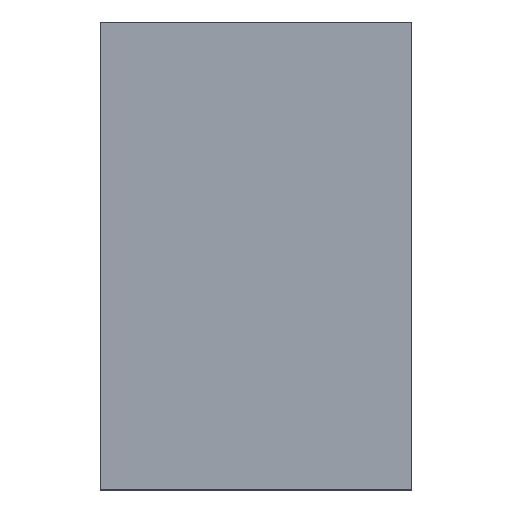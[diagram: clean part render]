
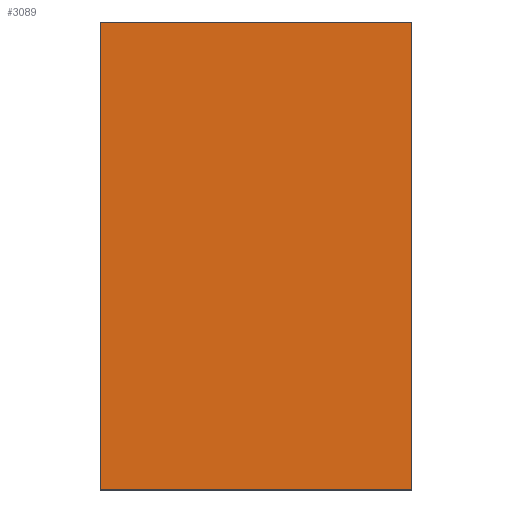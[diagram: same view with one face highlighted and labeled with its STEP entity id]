
A CAD part, top view. The second image highlights one B-rep face of the part: STEP entity #3089.
In plain terms, the highlighted face is planar.
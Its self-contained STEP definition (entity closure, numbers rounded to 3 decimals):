
#1102=DIRECTION('',(0.,0.,1.));
#1103=VECTOR('',#1102,4.5);
#1104=CARTESIAN_POINT('',(-1.5,0.975,-2.25));
#1105=LINE('',#1104,#1103);
#1109=DIRECTION('',(-1.,0.,0.));
#1110=VECTOR('',#1109,3.);
#1111=CARTESIAN_POINT('',(1.5,0.975,-2.25));
#1112=LINE('',#1111,#1110);
#1116=DIRECTION('',(0.,0.,-1.));
#1117=VECTOR('',#1116,4.5);
#1118=CARTESIAN_POINT('',(1.5,0.975,2.25));
#1119=LINE('',#1118,#1117);
#1123=DIRECTION('',(1.,0.,0.));
#1124=VECTOR('',#1123,3.);
#1125=CARTESIAN_POINT('',(-1.5,0.975,2.25));
#1126=LINE('',#1125,#1124);
#2272=CARTESIAN_POINT('',(-1.5,0.975,-2.25));
#2273=CARTESIAN_POINT('',(-1.5,0.975,2.25));
#2274=VERTEX_POINT('',#2272);
#2275=VERTEX_POINT('',#2273);
#2276=CARTESIAN_POINT('',(1.5,0.975,2.25));
#2277=VERTEX_POINT('',#2276);
#2278=CARTESIAN_POINT('',(1.5,0.975,-2.25));
#2279=VERTEX_POINT('',#2278);
#3078=CARTESIAN_POINT('',(0.,0.975,0.));
#3079=DIRECTION('',(0.,1.,0.));
#3080=DIRECTION('',(1.,0.,0.));
#3081=AXIS2_PLACEMENT_3D('',#3078,#3079,#3080);
#3082=PLANE('',#3081);
#3083=ORIENTED_EDGE('',*,*,#2832,.F.);
#3084=ORIENTED_EDGE('',*,*,#2896,.F.);
#3085=ORIENTED_EDGE('',*,*,#2960,.F.);
#3086=ORIENTED_EDGE('',*,*,#3022,.F.);
#3087=EDGE_LOOP('',(#3083,#3084,#3085,#3086));
#3088=FACE_OUTER_BOUND('',#3087,.F.);
#3089=ADVANCED_FACE('',(#3088),#3082,.T.);
#2832=EDGE_CURVE('',#2274,#2275,#1105,.T.);
#2896=EDGE_CURVE('',#2279,#2274,#1112,.T.);
#2960=EDGE_CURVE('',#2277,#2279,#1119,.T.);
#3022=EDGE_CURVE('',#2275,#2277,#1126,.T.);
